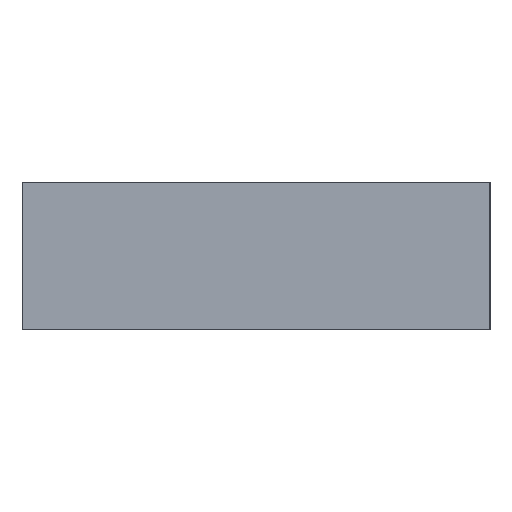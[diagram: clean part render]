
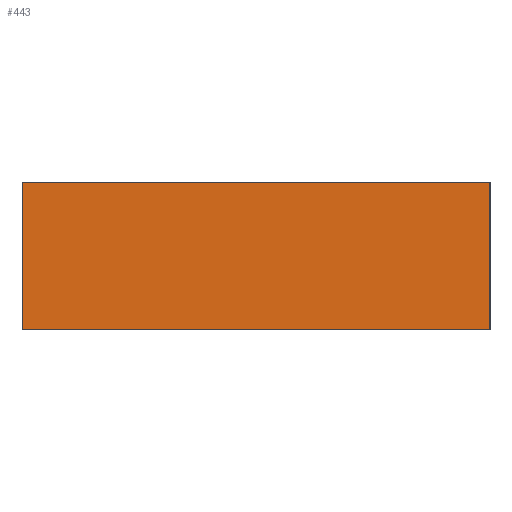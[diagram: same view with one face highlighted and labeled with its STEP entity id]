
A CAD part, left-side view. The second image highlights one B-rep face of the part: STEP entity #443.
In plain terms, the highlighted planar face has unit normal (-1, 0, 0).
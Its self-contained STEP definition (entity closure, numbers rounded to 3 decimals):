
#35=FACE_OUTER_BOUND('',#57,.T.);
#57=EDGE_LOOP('',(#355,#356,#357,#358));
#117=LINE('',#700,#177);
#118=LINE('',#703,#178);
#119=LINE('',#705,#179);
#120=LINE('',#706,#180);
#177=VECTOR('',#575,10.);
#178=VECTOR('',#578,10.);
#179=VECTOR('',#579,10.);
#180=VECTOR('',#580,10.);
#219=VERTEX_POINT('',#696);
#220=VERTEX_POINT('',#698);
#221=VERTEX_POINT('',#702);
#222=VERTEX_POINT('',#704);
#277=EDGE_CURVE('',#219,#220,#117,.T.);
#278=EDGE_CURVE('',#221,#219,#118,.T.);
#279=EDGE_CURVE('',#222,#220,#119,.T.);
#280=EDGE_CURVE('',#221,#222,#120,.T.);
#355=ORIENTED_EDGE('',*,*,#278,.T.);
#356=ORIENTED_EDGE('',*,*,#277,.T.);
#357=ORIENTED_EDGE('',*,*,#279,.F.);
#358=ORIENTED_EDGE('',*,*,#280,.F.);
#421=PLANE('',#479);
#443=ADVANCED_FACE('',(#35),#421,.T.);
#479=AXIS2_PLACEMENT_3D('',#701,#576,#577);
#575=DIRECTION('',(0.,0.,1.));
#576=DIRECTION('center_axis',(-1.,0.,0.));
#577=DIRECTION('ref_axis',(0.,-1.,0.));
#578=DIRECTION('',(0.,-1.,0.));
#579=DIRECTION('',(0.,-1.,0.));
#580=DIRECTION('',(0.,0.,1.));
#696=CARTESIAN_POINT('',(83.484,-19.57,1.6));
#698=CARTESIAN_POINT('',(83.484,-19.57,6.6));
#700=CARTESIAN_POINT('',(83.484,-19.57,1.6));
#701=CARTESIAN_POINT('Origin',(83.484,-3.672,1.6));
#702=CARTESIAN_POINT('',(83.484,-3.672,1.6));
#703=CARTESIAN_POINT('',(83.484,-3.672,1.6));
#704=CARTESIAN_POINT('',(83.484,-3.672,6.6));
#705=CARTESIAN_POINT('',(83.484,-3.672,6.6));
#706=CARTESIAN_POINT('',(83.484,-3.672,1.6));
